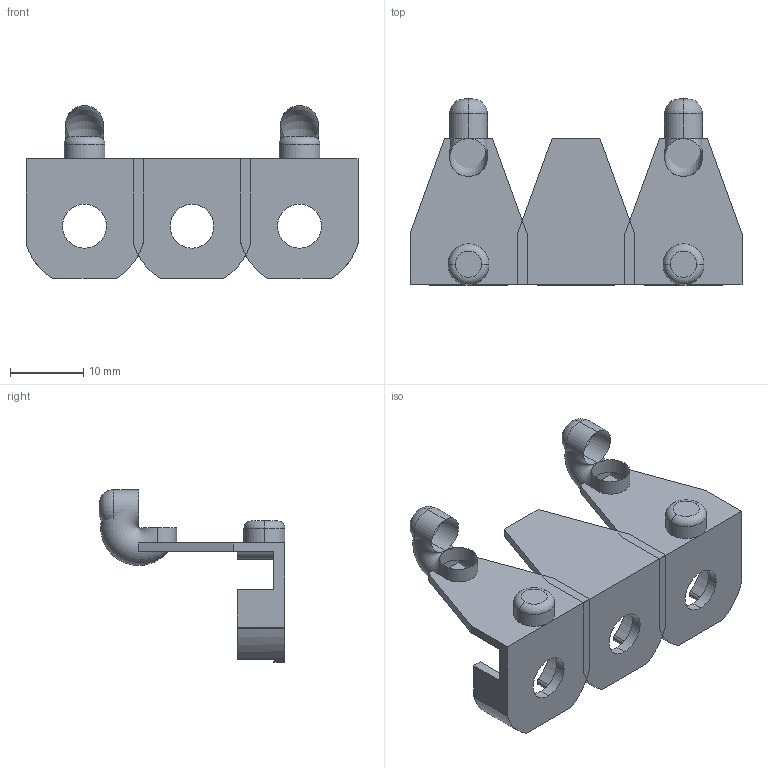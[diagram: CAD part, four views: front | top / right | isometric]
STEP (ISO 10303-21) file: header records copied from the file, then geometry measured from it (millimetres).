
FILE_DESCRIPTION (( 'STEP AP203' ), '1' );
FILE_NAME ('甜薊蹟佪絮價', '2026-01-10T03:32:27', ( '' ), ( '' ), 'SwSTEP 2.0', 'SolidWorks 2025', '' );
FILE_SCHEMA (( 'CONFIG_CONTROL_DESIGN' ));
Length unit declared in the file: millimetre
Products named in the file (1): 并联螺丝刀基座
Bounding box: 45.4 x 25.4 x 23.65 mm (x, y, z)
Volume: 2060.2 mm3; surface area: 4364.9 mm2
Topology: 3 solids, 3 shells, 134 faces, 372 edges, 240 vertices
Faces by surface type: cylinder 69, plane 55, torus 10
Entity records: 4399 total; most frequent: DIRECTION 808, CARTESIAN_POINT 743, ORIENTED_EDGE 736, EDGE_CURVE 368, AXIS2_PLACEMENT_3D 305, VERTEX_POINT 240, VECTOR 198, LINE 198
